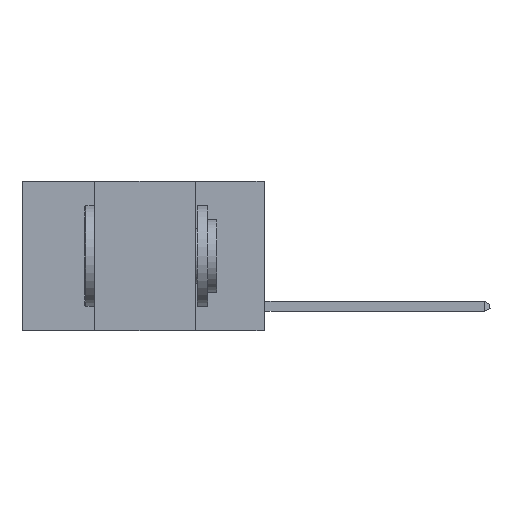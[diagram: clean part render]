
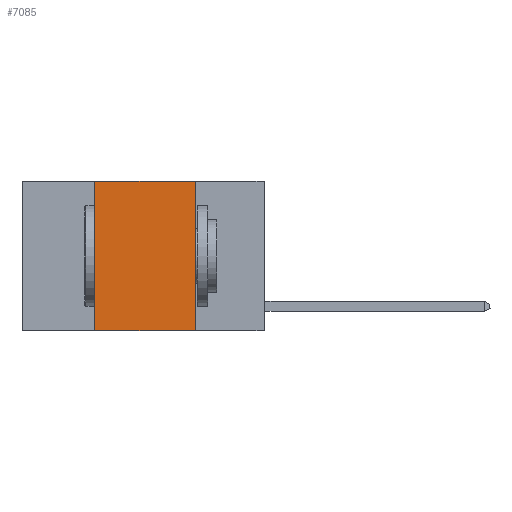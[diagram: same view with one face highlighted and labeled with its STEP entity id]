
A CAD part, left-side view. The second image highlights one B-rep face of the part: STEP entity #7085.
In plain terms, the highlighted planar face has unit normal (-1, 0, 0).
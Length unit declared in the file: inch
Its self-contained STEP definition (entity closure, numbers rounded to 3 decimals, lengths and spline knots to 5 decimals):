
#29 = CARTESIAN_POINT ( 'NONE',  ( 0., 0.17, 0. ) ) ;
#870 = CARTESIAN_POINT ( 'NONE',  ( 0., 0.42, -0.37 ) ) ;
#1038 = DIRECTION ( 'NONE',  ( 0., -1., 0. ) ) ;
#1740 = EDGE_CURVE ( 'NONE', #15065, #18314, #10702, .T. ) ;
#2079 = LINE ( 'NONE', #17384, #16916 ) ;
#3018 = CARTESIAN_POINT ( 'NONE',  ( 0., 0.17, 0. ) ) ;
#3362 = VECTOR ( 'NONE', #17965, 39.37008 ) ;
#3868 = VERTEX_POINT ( 'NONE', #9044 ) ;
#4328 = LINE ( 'NONE', #10337, #10108 ) ;
#4460 = EDGE_CURVE ( 'NONE', #17298, #18314, #11558, .T. ) ;
#7085 = ADVANCED_FACE ( 'NONE', ( #14156 ), #16079, .F. ) ;
#8557 = ORIENTED_EDGE ( 'NONE', *, *, #1740, .F. ) ;
#9044 = CARTESIAN_POINT ( 'NONE',  ( 0., 0.42, 0. ) ) ;
#9197 = DIRECTION ( 'NONE',  ( 0., 0., -1. ) ) ;
#10108 = VECTOR ( 'NONE', #1038, 39.37008 ) ;
#10337 = CARTESIAN_POINT ( 'NONE',  ( 0., 0.6, 0. ) ) ;
#10702 = LINE ( 'NONE', #3018, #16581 ) ;
#11259 = EDGE_CURVE ( 'NONE', #3868, #15065, #4328, .T. ) ;
#11436 = DIRECTION ( 'NONE',  ( 1., 0., 0. ) ) ;
#11495 = CARTESIAN_POINT ( 'NONE',  ( 0., 0.6, 0. ) ) ;
#11558 = LINE ( 'NONE', #16273, #3362 ) ;
#12439 = EDGE_LOOP ( 'NONE', ( #8557, #15740, #13861, #17191 ) ) ;
#12598 = EDGE_CURVE ( 'NONE', #17298, #3868, #2079, .T. ) ;
#13071 = DIRECTION ( 'NONE',  ( 0., 0., -1. ) ) ;
#13861 = ORIENTED_EDGE ( 'NONE', *, *, #12598, .F. ) ;
#14156 = FACE_OUTER_BOUND ( 'NONE', #12439, .T. ) ;
#14873 = CARTESIAN_POINT ( 'NONE',  ( 0., 0.17, -0.37 ) ) ;
#15065 = VERTEX_POINT ( 'NONE', #29 ) ;
#15740 = ORIENTED_EDGE ( 'NONE', *, *, #11259, .F. ) ;
#15836 = AXIS2_PLACEMENT_3D ( 'NONE', #11495, #11436, #13071 ) ;
#16079 = PLANE ( 'NONE',  #15836 ) ;
#16273 = CARTESIAN_POINT ( 'NONE',  ( 0., 0.6, -0.37 ) ) ;
#16581 = VECTOR ( 'NONE', #9197, 39.37008 ) ;
#16916 = VECTOR ( 'NONE', #19715, 39.37008 ) ;
#17191 = ORIENTED_EDGE ( 'NONE', *, *, #4460, .T. ) ;
#17298 = VERTEX_POINT ( 'NONE', #870 ) ;
#17384 = CARTESIAN_POINT ( 'NONE',  ( 0., 0.42, 0. ) ) ;
#17965 = DIRECTION ( 'NONE',  ( 0., -1., 0. ) ) ;
#18314 = VERTEX_POINT ( 'NONE', #14873 ) ;
#19715 = DIRECTION ( 'NONE',  ( 0., 0., 1. ) ) ;
